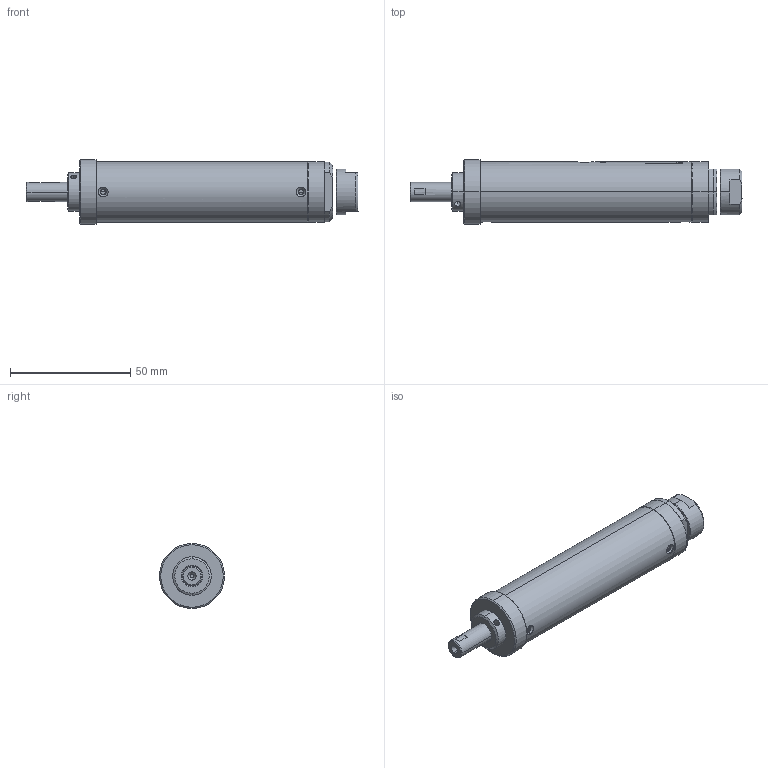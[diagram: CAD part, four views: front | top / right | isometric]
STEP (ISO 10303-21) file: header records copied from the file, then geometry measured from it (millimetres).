
FILE_DESCRIPTION (( 'STEP AP203' ), '1' );
FILE_NAME ('QUILL GE13621.STEP', '2014-01-28T09:40:43', ( 'PGM-BE' ), ( '' ), 'SwSTEP 2.0', 'SolidWorks 2011', '' );
FILE_SCHEMA (( 'CONFIG_CONTROL_DESIGN' ));
Length unit declared in the file: metre
Products named in the file (1): QUILL GE13621
Bounding box: 138 x 27 x 27 mm (x, y, z)
Surface area: 13654.3 mm2 (no closed solid volume)
Topology: 0 solids, 11 shells, 135 faces, 399 edges, 293 vertices
Faces by surface type: cylinder 48, cone 45, plane 29, bspline 13
Entity records: 7071 total; most frequent: CARTESIAN_POINT 3580, ORIENTED_EDGE 740, DIRECTION 621, EDGE_CURVE 395, VERTEX_POINT 293, AXIS2_PLACEMENT_3D 258, EDGE_LOOP 164, B_SPLINE_CURVE_WITH_KNOTS 155
